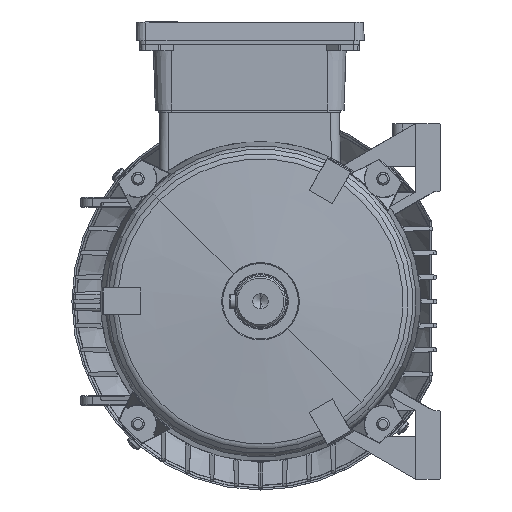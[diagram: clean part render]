
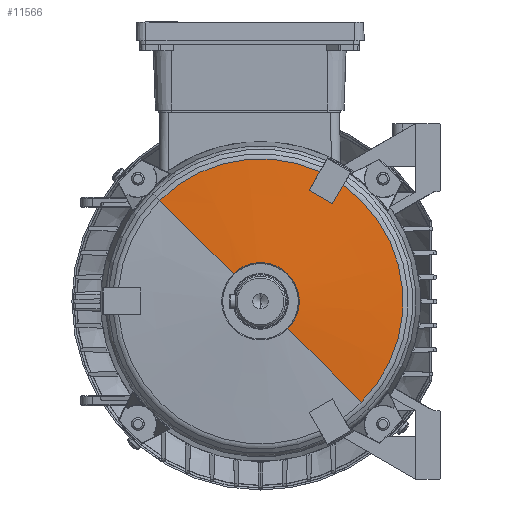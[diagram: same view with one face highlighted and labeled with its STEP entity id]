
A CAD part, left-side view. The second image highlights one B-rep face of the part: STEP entity #11566.
In plain terms, the highlighted conical face has half-angle 85.595 degrees and reference radius 21 mm.
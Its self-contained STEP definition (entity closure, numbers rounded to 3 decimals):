
#2186 = CARTESIAN_POINT ( 'NONE',  ( -3.575, 66.658, 10.096 ) ) ;
#6737 = CARTESIAN_POINT ( 'NONE',  ( -4.188, 74.387, 12.167 ) ) ;
#7997 = AXIS2_PLACEMENT_3D ( 'NONE', #34805, #130822, #118895 ) ;
#8022 = EDGE_CURVE ( 'NONE', #146550, #18895, #152846, .T. ) ;
#9109 = CARTESIAN_POINT ( 'NONE',  ( -3.575, 66.658, 10.096 ) ) ;
#11438 = CIRCLE ( 'NONE', #16475, 79.357 ) ;
#11566 = ADVANCED_FACE ( 'NONE', ( #114518 ), #82339, .T. ) ;
#12815 = CARTESIAN_POINT ( 'NONE',  ( -4.495, 0., 79.357 ) ) ;
#14138 = B_SPLINE_CURVE_WITH_KNOTS ( 'NONE', 3,
 ( #2186, #60977, #61750, #63309 ),
 .UNSPECIFIED., .F., .F.,
 ( 4, 4 ),
 ( 0., 0.015 ),
 .UNSPECIFIED. ) ;
#16475 = AXIS2_PLACEMENT_3D ( 'NONE', #67676, #34315, #95414 ) ;
#17418 = CARTESIAN_POINT ( 'NONE',  ( -3.575, 62.776, 24.585 ) ) ;
#18895 = VERTEX_POINT ( 'NONE', #121207 ) ;
#26009 = CIRCLE ( 'NONE', #7997, 21.553 ) ;
#27768 = CARTESIAN_POINT ( 'NONE',  ( -0.043, 0., -21.553 ) ) ;
#28783 = ORIENTED_EDGE ( 'NONE', *, *, #95543, .T. ) ;
#32588 = CARTESIAN_POINT ( 'NONE',  ( -4.495, 74.369, 27.692 ) ) ;
#33335 = ORIENTED_EDGE ( 'NONE', *, *, #52301, .F. ) ;
#33690 = VECTOR ( 'NONE', #117132, 1000. ) ;
#34315 = DIRECTION ( 'NONE',  ( 1., 0., 0. ) ) ;
#34805 = CARTESIAN_POINT ( 'NONE',  ( -0.043, 0., 0. ) ) ;
#36369 = EDGE_CURVE ( 'NONE', #120268, #146550, #26009, .T. ) ;
#36641 = CARTESIAN_POINT ( 'NONE',  ( 0., 0., 21. ) ) ;
#36710 = ORIENTED_EDGE ( 'NONE', *, *, #137135, .T. ) ;
#39211 = CARTESIAN_POINT ( 'NONE',  ( 0., 0., 0. ) ) ;
#46587 = DIRECTION ( 'NONE',  ( 1., 0., 0. ) ) ;
#48872 = B_SPLINE_CURVE_WITH_KNOTS ( 'NONE', 3,
 ( #103170, #141297, #117475, #32588 ),
 .UNSPECIFIED., .F., .F.,
 ( 4, 4 ),
 ( 0., 0.012 ),
 .UNSPECIFIED. ) ;
#51817 = CARTESIAN_POINT ( 'NONE',  ( -4.495, 74.369, 27.692 ) ) ;
#52301 = EDGE_CURVE ( 'NONE', #120268, #136848, #97712, .T. ) ;
#52626 = ORIENTED_EDGE ( 'NONE', *, *, #93471, .T. ) ;
#56976 = EDGE_LOOP ( 'NONE', ( #91203, #71234, #52626, #28783, #104990, #36710, #87101, #33335 ) ) ;
#60516 = CARTESIAN_POINT ( 'NONE',  ( 0., 0., -21. ) ) ;
#60977 = CARTESIAN_POINT ( 'NONE',  ( -3.533, 65.364, 14.926 ) ) ;
#61750 = CARTESIAN_POINT ( 'NONE',  ( -3.533, 64.07, 19.756 ) ) ;
#63309 = CARTESIAN_POINT ( 'NONE',  ( -3.575, 62.776, 24.585 ) ) ;
#64558 = VERTEX_POINT ( 'NONE', #51817 ) ;
#67554 = VERTEX_POINT ( 'NONE', #131016 ) ;
#67676 = CARTESIAN_POINT ( 'NONE',  ( -4.495, 0., 0. ) ) ;
#71234 = ORIENTED_EDGE ( 'NONE', *, *, #8022, .T. ) ;
#76164 = AXIS2_PLACEMENT_3D ( 'NONE', #103094, #46587, #106824 ) ;
#76320 = VECTOR ( 'NONE', #111150, 1000. ) ;
#78325 = VERTEX_POINT ( 'NONE', #143205 ) ;
#79812 = CARTESIAN_POINT ( 'NONE',  ( -4.495, 78.251, 13.203 ) ) ;
#81573 = EDGE_CURVE ( 'NONE', #64558, #136848, #11438, .T. ) ;
#82339 = CONICAL_SURFACE ( 'NONE', #147978, 21., 1.494 ) ;
#87101 = ORIENTED_EDGE ( 'NONE', *, *, #81573, .T. ) ;
#87139 = EDGE_CURVE ( 'NONE', #78325, #103639, #14138, .T. ) ;
#91203 = ORIENTED_EDGE ( 'NONE', *, *, #36369, .T. ) ;
#93471 = EDGE_CURVE ( 'NONE', #18895, #67554, #121834, .T. ) ;
#94055 = CARTESIAN_POINT ( 'NONE',  ( -3.882, 70.522, 11.132 ) ) ;
#95414 = DIRECTION ( 'NONE',  ( 0., 0., -1. ) ) ;
#95543 = EDGE_CURVE ( 'NONE', #67554, #78325, #107518, .T. ) ;
#97712 = LINE ( 'NONE', #36641, #76320 ) ;
#103094 = CARTESIAN_POINT ( 'NONE',  ( -4.495, 0., 0. ) ) ;
#103170 = CARTESIAN_POINT ( 'NONE',  ( -3.575, 62.776, 24.585 ) ) ;
#103639 = VERTEX_POINT ( 'NONE', #17418 ) ;
#104990 = ORIENTED_EDGE ( 'NONE', *, *, #87139, .T. ) ;
#106824 = DIRECTION ( 'NONE',  ( 0., 0., -1. ) ) ;
#107518 = B_SPLINE_CURVE_WITH_KNOTS ( 'NONE', 3,
 ( #79812, #6737, #94055, #9109 ),
 .UNSPECIFIED., .F., .F.,
 ( 4, 4 ),
 ( 0., 0.012 ),
 .UNSPECIFIED. ) ;
#111150 = DIRECTION ( 'NONE',  ( -0.077, 0., 0.997 ) ) ;
#112177 = DIRECTION ( 'NONE',  ( -1., 0., 0. ) ) ;
#112953 = DIRECTION ( 'NONE',  ( 0., 0., 1. ) ) ;
#114518 = FACE_OUTER_BOUND ( 'NONE', #56976, .T. ) ;
#117132 = DIRECTION ( 'NONE',  ( -0.077, 0., -0.997 ) ) ;
#117475 = CARTESIAN_POINT ( 'NONE',  ( -4.188, 70.504, 26.656 ) ) ;
#118895 = DIRECTION ( 'NONE',  ( 0., 0., -1. ) ) ;
#120268 = VERTEX_POINT ( 'NONE', #144503 ) ;
#121207 = CARTESIAN_POINT ( 'NONE',  ( -4.495, 0., -79.357 ) ) ;
#121834 = CIRCLE ( 'NONE', #76164, 79.357 ) ;
#130822 = DIRECTION ( 'NONE',  ( -1., 0., 0. ) ) ;
#131016 = CARTESIAN_POINT ( 'NONE',  ( -4.495, 78.251, 13.203 ) ) ;
#136848 = VERTEX_POINT ( 'NONE', #12815 ) ;
#137135 = EDGE_CURVE ( 'NONE', #103639, #64558, #48872, .T. ) ;
#141297 = CARTESIAN_POINT ( 'NONE',  ( -3.882, 66.64, 25.621 ) ) ;
#143205 = CARTESIAN_POINT ( 'NONE',  ( -3.575, 66.658, 10.096 ) ) ;
#144503 = CARTESIAN_POINT ( 'NONE',  ( -0.043, 0., 21.553 ) ) ;
#146550 = VERTEX_POINT ( 'NONE', #27768 ) ;
#147978 = AXIS2_PLACEMENT_3D ( 'NONE', #39211, #112177, #112953 ) ;
#152846 = LINE ( 'NONE', #60516, #33690 ) ;
